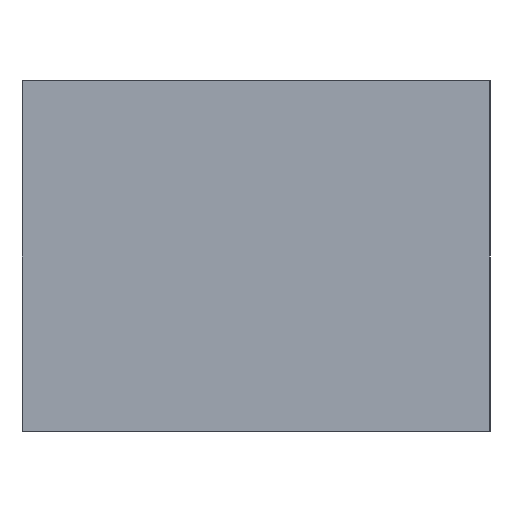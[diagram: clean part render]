
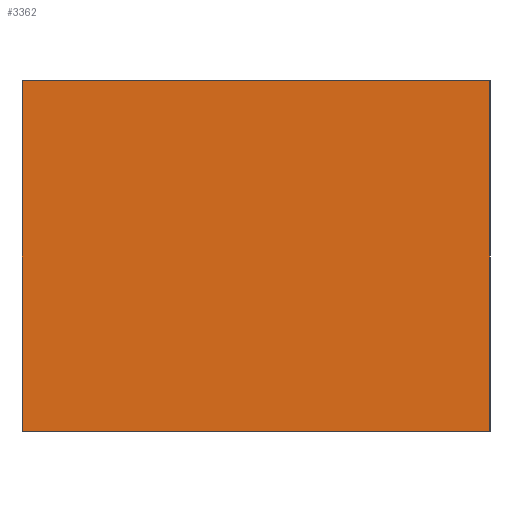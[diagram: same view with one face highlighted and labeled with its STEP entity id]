
A CAD part, left-side view. The second image highlights one B-rep face of the part: STEP entity #3362.
In plain terms, the highlighted planar face has unit normal (-1, 0, 0).
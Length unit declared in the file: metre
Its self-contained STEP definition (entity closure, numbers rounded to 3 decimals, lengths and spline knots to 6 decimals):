
#8 = CARTESIAN_POINT ( 'NONE',  ( -5., 5., 0. ) ) ;
#399 = VECTOR ( 'NONE', #3508, 1. ) ;
#440 = CARTESIAN_POINT ( 'NONE',  ( -5., -5., 0. ) ) ;
#481 = EDGE_CURVE ( 'NONE', #5226, #9141, #7663, .T. ) ;
#1329 = DIRECTION ( 'NONE',  ( 0., 1., 0. ) ) ;
#1943 = CARTESIAN_POINT ( 'NONE',  ( -5., 5., 0. ) ) ;
#2028 = DIRECTION ( 'NONE',  ( 0., -1., 0. ) ) ;
#2082 = EDGE_CURVE ( 'NONE', #5226, #7108, #6234, .T. ) ;
#2252 = VECTOR ( 'NONE', #2028, 1. ) ;
#2997 = EDGE_LOOP ( 'NONE', ( #8586, #6770, #8069, #6436 ) ) ;
#3362 = ADVANCED_FACE ( 'NONE', ( #5578 ), #4799, .F. ) ;
#3508 = DIRECTION ( 'NONE',  ( 0., 0., -1. ) ) ;
#3517 = EDGE_CURVE ( 'NONE', #9141, #6413, #4787, .T. ) ;
#3707 = VECTOR ( 'NONE', #7195, 1. ) ;
#4787 = LINE ( 'NONE', #1943, #2252 ) ;
#4799 = PLANE ( 'NONE',  #8409 ) ;
#4964 = DIRECTION ( 'NONE',  ( 0., -1., 0. ) ) ;
#5226 = VERTEX_POINT ( 'NONE', #8767 ) ;
#5578 = FACE_OUTER_BOUND ( 'NONE', #2997, .T. ) ;
#5803 = LINE ( 'NONE', #7257, #3707 ) ;
#6234 = LINE ( 'NONE', #7781, #8122 ) ;
#6413 = VERTEX_POINT ( 'NONE', #440 ) ;
#6436 = ORIENTED_EDGE ( 'NONE', *, *, #481, .T. ) ;
#6770 = ORIENTED_EDGE ( 'NONE', *, *, #6915, .F. ) ;
#6915 = EDGE_CURVE ( 'NONE', #7108, #6413, #5803, .T. ) ;
#6937 = CARTESIAN_POINT ( 'NONE',  ( -5., 5., 7.5 ) ) ;
#7047 = CARTESIAN_POINT ( 'NONE',  ( -5., 5., 7.5 ) ) ;
#7108 = VERTEX_POINT ( 'NONE', #8270 ) ;
#7195 = DIRECTION ( 'NONE',  ( 0., 0., -1. ) ) ;
#7257 = CARTESIAN_POINT ( 'NONE',  ( -5., -5., 7.5 ) ) ;
#7648 = DIRECTION ( 'NONE',  ( 1., 0., 0. ) ) ;
#7663 = LINE ( 'NONE', #7047, #399 ) ;
#7781 = CARTESIAN_POINT ( 'NONE',  ( -5., 5., 7.5 ) ) ;
#8069 = ORIENTED_EDGE ( 'NONE', *, *, #2082, .F. ) ;
#8122 = VECTOR ( 'NONE', #4964, 1. ) ;
#8270 = CARTESIAN_POINT ( 'NONE',  ( -5., -5., 7.5 ) ) ;
#8409 = AXIS2_PLACEMENT_3D ( 'NONE', #6937, #7648, #1329 ) ;
#8586 = ORIENTED_EDGE ( 'NONE', *, *, #3517, .T. ) ;
#8767 = CARTESIAN_POINT ( 'NONE',  ( -5., 5., 7.5 ) ) ;
#9141 = VERTEX_POINT ( 'NONE', #8 ) ;
